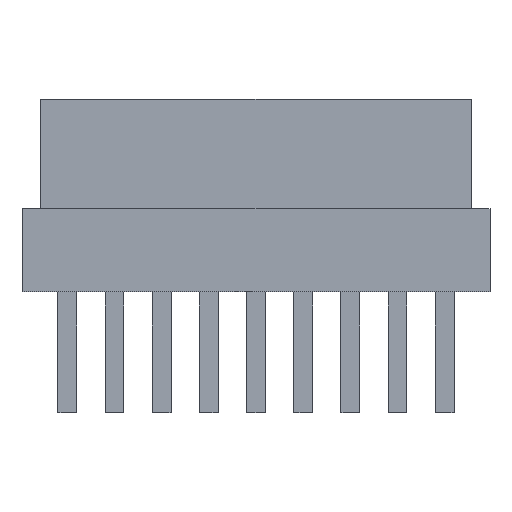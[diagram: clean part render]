
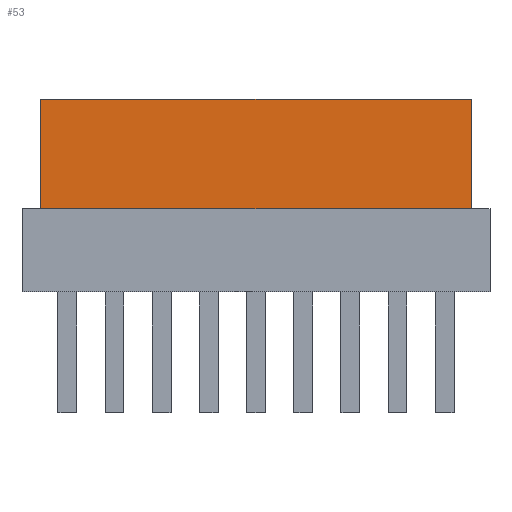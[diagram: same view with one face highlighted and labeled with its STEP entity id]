
A CAD part, top view. The second image highlights one B-rep face of the part: STEP entity #53.
In plain terms, the highlighted planar face has unit normal (0, 0, 1).
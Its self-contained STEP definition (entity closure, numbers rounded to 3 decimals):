
#39 = VERTEX_POINT ( 'NONE', #2511 ) ;
#42 = VERTEX_POINT ( 'NONE', #2509 ) ;
#43 = ORIENTED_EDGE ( 'NONE', *, *, #46, .F. ) ;
#44 = EDGE_CURVE ( 'NONE', #42, #153, #2508, .T. ) ;
#46 = EDGE_CURVE ( 'NONE', #39, #42, #2499, .T. ) ;
#47 = ORIENTED_EDGE ( 'NONE', *, *, #51, .T. ) ;
#51 = EDGE_CURVE ( 'NONE', #39, #151, #2533, .T. ) ;
#53 = ADVANCED_FACE ( 'NONE', ( #2529 ), #2574, .F. ) ;
#54 = ORIENTED_EDGE ( 'NONE', *, *, #44, .F. ) ;
#55 = ORIENTED_EDGE ( 'NONE', *, *, #155, .T. ) ;
#58 = EDGE_LOOP ( 'NONE', ( #55, #54, #43, #47 ) ) ;
#151 = VERTEX_POINT ( 'NONE', #2722 ) ;
#153 = VERTEX_POINT ( 'NONE', #2779 ) ;
#155 = EDGE_CURVE ( 'NONE', #151, #153, #2778, .T. ) ;
#2496 = DIRECTION ( 'NONE',  ( -1., 0., 0. ) ) ;
#2497 = VECTOR ( 'NONE', #2496, 1000. ) ;
#2498 = CARTESIAN_POINT ( 'NONE',  ( 6.2, 2.2, -0.5 ) ) ;
#2499 = LINE ( 'NONE', #2498, #2497 ) ;
#2505 = DIRECTION ( 'NONE',  ( 0., 1., 0. ) ) ;
#2506 = VECTOR ( 'NONE', #2505, 1000. ) ;
#2507 = CARTESIAN_POINT ( 'NONE',  ( -5.7, -0.448, -0.5 ) ) ;
#2508 = LINE ( 'NONE', #2507, #2506 ) ;
#2509 = CARTESIAN_POINT ( 'NONE',  ( -5.7, 2.2, -0.5 ) ) ;
#2511 = CARTESIAN_POINT ( 'NONE',  ( 5.7, 2.2, -0.5 ) ) ;
#2529 = FACE_OUTER_BOUND ( 'NONE', #58, .T. ) ;
#2530 = DIRECTION ( 'NONE',  ( 0., 1., 0. ) ) ;
#2531 = VECTOR ( 'NONE', #2530, 1000. ) ;
#2532 = CARTESIAN_POINT ( 'NONE',  ( 5.7, -0.448, -0.5 ) ) ;
#2533 = LINE ( 'NONE', #2532, #2531 ) ;
#2570 = DIRECTION ( 'NONE',  ( 0., 1., 0. ) ) ;
#2571 = DIRECTION ( 'NONE',  ( 0., 0., -1. ) ) ;
#2572 = CARTESIAN_POINT ( 'NONE',  ( 6.2, 2.2, -0.5 ) ) ;
#2573 = AXIS2_PLACEMENT_3D ( 'NONE', #2572, #2571, #2570 ) ;
#2574 = PLANE ( 'NONE',  #2573 ) ;
#2722 = CARTESIAN_POINT ( 'NONE',  ( 5.7, 5.1, -0.5 ) ) ;
#2775 = DIRECTION ( 'NONE',  ( -1., 0., 0. ) ) ;
#2776 = VECTOR ( 'NONE', #2775, 1000. ) ;
#2777 = CARTESIAN_POINT ( 'NONE',  ( 6.2, 5.1, -0.5 ) ) ;
#2778 = LINE ( 'NONE', #2777, #2776 ) ;
#2779 = CARTESIAN_POINT ( 'NONE',  ( -5.7, 5.1, -0.5 ) ) ;
